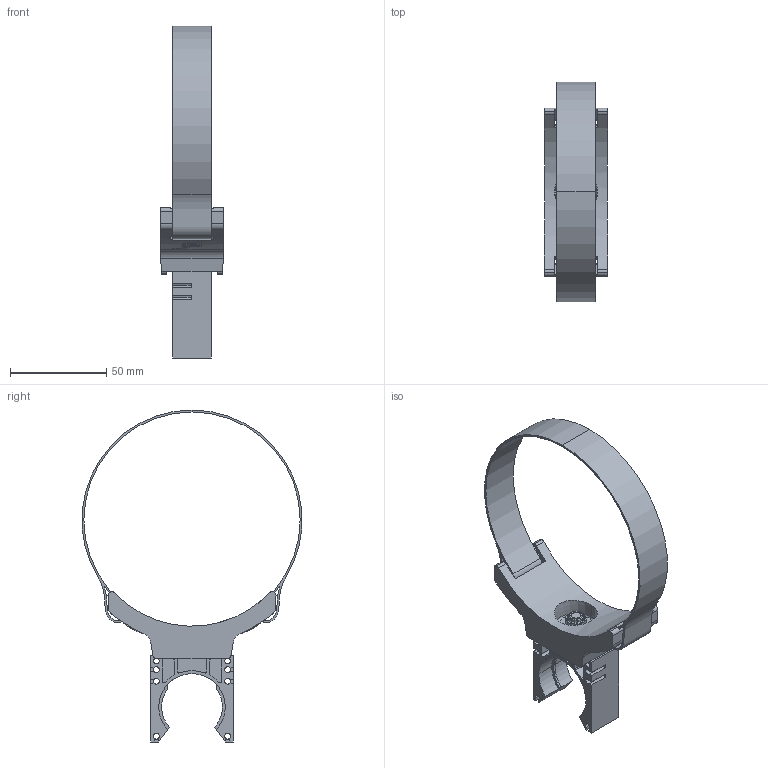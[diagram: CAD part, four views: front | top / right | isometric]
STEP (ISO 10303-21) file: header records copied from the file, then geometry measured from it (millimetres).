
FILE_DESCRIPTION (( 'STEP AP203' ), '1' );
FILE_NAME ('P8239-2.STEP', '2020-09-24T05:50:57', ( '' ), ( '' ), 'SwSTEP 2.0', 'SolidWorks 2019', '' );
FILE_SCHEMA (( 'CONFIG_CONTROL_DESIGN' ));
Length unit declared in the file: millimetre
Products named in the file (1): P8239-2
Bounding box: 33.15 x 113.84 x 172.06 mm (x, y, z)
Volume: 53527.2 mm3; surface area: 37074.3 mm2
Topology: 6 solids, 6 shells, 393 faces, 1065 edges, 702 vertices
Faces by surface type: plane 160, cylinder 125, bspline 80, cone 16, torus 12
Entity records: 14483 total; most frequent: CARTESIAN_POINT 4968, ORIENTED_EDGE 2122, DIRECTION 1727, EDGE_CURVE 1061, VERTEX_POINT 702, AXIS2_PLACEMENT_3D 594, LINE 539, VECTOR 539
